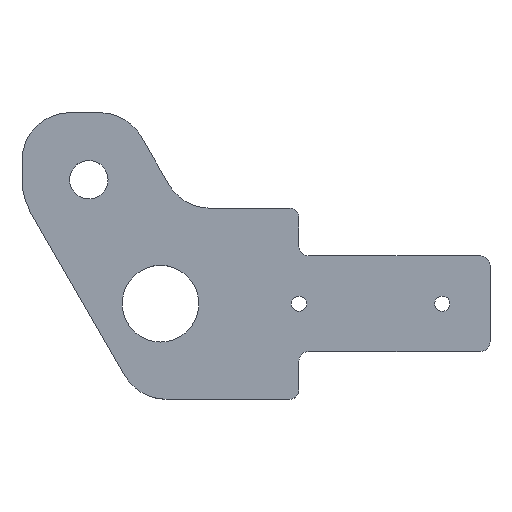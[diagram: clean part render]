
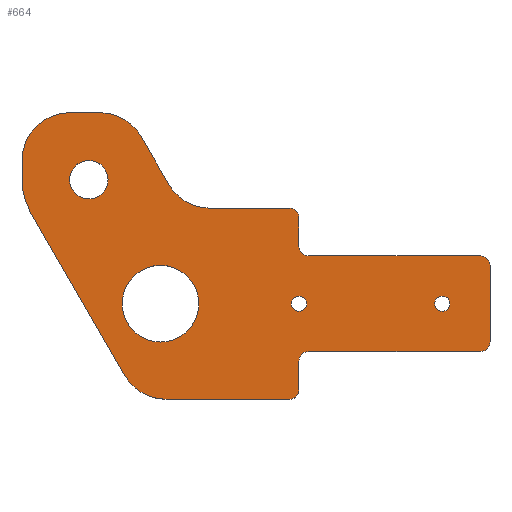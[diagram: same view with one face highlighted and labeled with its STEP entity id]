
A CAD part, top view. The second image highlights one B-rep face of the part: STEP entity #664.
In plain terms, the highlighted planar face has unit normal (0, 0, 1).
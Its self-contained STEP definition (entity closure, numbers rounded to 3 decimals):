
#18=FACE_BOUND('',#96,.T.);
#19=FACE_BOUND('',#97,.T.);
#20=FACE_BOUND('',#98,.T.);
#21=FACE_BOUND('',#99,.T.);
#31=PLANE('',#741);
#55=FACE_OUTER_BOUND('',#95,.T.);
#95=EDGE_LOOP('',(#485,#486,#487,#488,#489,#490,#491,#492,#493,#494,#495,
#496,#497,#498,#499,#500,#501,#502,#503,#504,#505,#506));
#96=EDGE_LOOP('',(#507));
#97=EDGE_LOOP('',(#508));
#98=EDGE_LOOP('',(#509));
#99=EDGE_LOOP('',(#510));
#140=LINE('',#1061,#196);
#142=LINE('',#1070,#198);
#143=LINE('',#1074,#199);
#144=LINE('',#1078,#200);
#145=LINE('',#1082,#201);
#146=LINE('',#1086,#202);
#147=LINE('',#1090,#203);
#148=LINE('',#1094,#204);
#149=LINE('',#1098,#205);
#150=LINE('',#1102,#206);
#151=LINE('',#1105,#207);
#196=VECTOR('',#855,10.);
#198=VECTOR('',#865,10.);
#199=VECTOR('',#868,10.);
#200=VECTOR('',#871,10.);
#201=VECTOR('',#874,10.);
#202=VECTOR('',#877,10.);
#203=VECTOR('',#880,10.);
#204=VECTOR('',#883,10.);
#205=VECTOR('',#886,10.);
#206=VECTOR('',#889,10.);
#207=VECTOR('',#892,10.);
#254=CIRCLE('',#736,10.);
#255=CIRCLE('',#739,10.);
#257=CIRCLE('',#742,10.);
#258=CIRCLE('',#743,14.);
#259=CIRCLE('',#744,10.);
#260=CIRCLE('',#745,2.);
#261=CIRCLE('',#746,2.);
#262=CIRCLE('',#747,2.);
#263=CIRCLE('',#748,2.);
#264=CIRCLE('',#749,2.);
#265=CIRCLE('',#750,2.);
#266=CIRCLE('',#751,8.025);
#267=CIRCLE('',#752,4.025);
#268=CIRCLE('',#753,1.6);
#269=CIRCLE('',#754,1.6);
#297=VERTEX_POINT('',#1051);
#298=VERTEX_POINT('',#1053);
#300=VERTEX_POINT('',#1059);
#301=VERTEX_POINT('',#1063);
#303=VERTEX_POINT('',#1069);
#304=VERTEX_POINT('',#1071);
#305=VERTEX_POINT('',#1073);
#306=VERTEX_POINT('',#1075);
#307=VERTEX_POINT('',#1077);
#308=VERTEX_POINT('',#1079);
#309=VERTEX_POINT('',#1081);
#310=VERTEX_POINT('',#1083);
#311=VERTEX_POINT('',#1085);
#312=VERTEX_POINT('',#1087);
#313=VERTEX_POINT('',#1089);
#314=VERTEX_POINT('',#1091);
#315=VERTEX_POINT('',#1093);
#316=VERTEX_POINT('',#1095);
#317=VERTEX_POINT('',#1097);
#318=VERTEX_POINT('',#1099);
#319=VERTEX_POINT('',#1101);
#320=VERTEX_POINT('',#1103);
#321=VERTEX_POINT('',#1106);
#322=VERTEX_POINT('',#1108);
#323=VERTEX_POINT('',#1110);
#324=VERTEX_POINT('',#1112);
#367=EDGE_CURVE('',#297,#298,#254,.T.);
#371=EDGE_CURVE('',#297,#300,#140,.T.);
#372=EDGE_CURVE('',#301,#300,#255,.T.);
#375=EDGE_CURVE('',#301,#303,#142,.T.);
#376=EDGE_CURVE('',#304,#303,#257,.T.);
#377=EDGE_CURVE('',#304,#305,#143,.T.);
#378=EDGE_CURVE('',#305,#306,#258,.T.);
#379=EDGE_CURVE('',#306,#307,#144,.T.);
#380=EDGE_CURVE('',#308,#307,#259,.T.);
#381=EDGE_CURVE('',#308,#309,#145,.T.);
#382=EDGE_CURVE('',#310,#309,#260,.T.);
#383=EDGE_CURVE('',#310,#311,#146,.T.);
#384=EDGE_CURVE('',#312,#311,#261,.T.);
#385=EDGE_CURVE('',#312,#313,#147,.T.);
#386=EDGE_CURVE('',#314,#313,#262,.T.);
#387=EDGE_CURVE('',#314,#315,#148,.T.);
#388=EDGE_CURVE('',#316,#315,#263,.T.);
#389=EDGE_CURVE('',#316,#317,#149,.T.);
#390=EDGE_CURVE('',#318,#317,#264,.T.);
#391=EDGE_CURVE('',#318,#319,#150,.T.);
#392=EDGE_CURVE('',#320,#319,#265,.T.);
#393=EDGE_CURVE('',#320,#298,#151,.T.);
#394=EDGE_CURVE('',#321,#321,#266,.T.);
#395=EDGE_CURVE('',#322,#322,#267,.T.);
#396=EDGE_CURVE('',#323,#323,#268,.T.);
#397=EDGE_CURVE('',#324,#324,#269,.T.);
#485=ORIENTED_EDGE('',*,*,#372,.F.);
#486=ORIENTED_EDGE('',*,*,#375,.T.);
#487=ORIENTED_EDGE('',*,*,#376,.F.);
#488=ORIENTED_EDGE('',*,*,#377,.T.);
#489=ORIENTED_EDGE('',*,*,#378,.T.);
#490=ORIENTED_EDGE('',*,*,#379,.T.);
#491=ORIENTED_EDGE('',*,*,#380,.F.);
#492=ORIENTED_EDGE('',*,*,#381,.T.);
#493=ORIENTED_EDGE('',*,*,#382,.F.);
#494=ORIENTED_EDGE('',*,*,#383,.T.);
#495=ORIENTED_EDGE('',*,*,#384,.F.);
#496=ORIENTED_EDGE('',*,*,#385,.T.);
#497=ORIENTED_EDGE('',*,*,#386,.F.);
#498=ORIENTED_EDGE('',*,*,#387,.T.);
#499=ORIENTED_EDGE('',*,*,#388,.F.);
#500=ORIENTED_EDGE('',*,*,#389,.T.);
#501=ORIENTED_EDGE('',*,*,#390,.F.);
#502=ORIENTED_EDGE('',*,*,#391,.T.);
#503=ORIENTED_EDGE('',*,*,#392,.F.);
#504=ORIENTED_EDGE('',*,*,#393,.T.);
#505=ORIENTED_EDGE('',*,*,#367,.F.);
#506=ORIENTED_EDGE('',*,*,#371,.T.);
#507=ORIENTED_EDGE('',*,*,#394,.T.);
#508=ORIENTED_EDGE('',*,*,#395,.T.);
#509=ORIENTED_EDGE('',*,*,#396,.T.);
#510=ORIENTED_EDGE('',*,*,#397,.T.);
#664=ADVANCED_FACE('',(#55,#18,#19,#20,#21),#31,.T.);
#736=AXIS2_PLACEMENT_3D('',#1054,#848,#849);
#739=AXIS2_PLACEMENT_3D('',#1064,#858,#859);
#741=AXIS2_PLACEMENT_3D('',#1068,#863,#864);
#742=AXIS2_PLACEMENT_3D('',#1072,#866,#867);
#743=AXIS2_PLACEMENT_3D('',#1076,#869,#870);
#744=AXIS2_PLACEMENT_3D('',#1080,#872,#873);
#745=AXIS2_PLACEMENT_3D('',#1084,#875,#876);
#746=AXIS2_PLACEMENT_3D('',#1088,#878,#879);
#747=AXIS2_PLACEMENT_3D('',#1092,#881,#882);
#748=AXIS2_PLACEMENT_3D('',#1096,#884,#885);
#749=AXIS2_PLACEMENT_3D('',#1100,#887,#888);
#750=AXIS2_PLACEMENT_3D('',#1104,#890,#891);
#751=AXIS2_PLACEMENT_3D('',#1107,#893,#894);
#752=AXIS2_PLACEMENT_3D('',#1109,#895,#896);
#753=AXIS2_PLACEMENT_3D('',#1111,#897,#898);
#754=AXIS2_PLACEMENT_3D('',#1113,#899,#900);
#848=DIRECTION('center_axis',(0.,0.,1.));
#849=DIRECTION('ref_axis',(-0.5,-0.866,0.));
#855=DIRECTION('',(-0.5,0.866,0.));
#858=DIRECTION('center_axis',(0.,0.,-1.));
#859=DIRECTION('ref_axis',(0.5,0.866,0.));
#863=DIRECTION('center_axis',(0.,0.,1.));
#864=DIRECTION('ref_axis',(1.,0.,0.));
#865=DIRECTION('',(-1.,0.,0.));
#866=DIRECTION('center_axis',(0.,0.,-1.));
#867=DIRECTION('ref_axis',(-0.707,0.707,0.));
#868=DIRECTION('',(0.,-1.,0.));
#869=DIRECTION('center_axis',(0.,0.,1.));
#870=DIRECTION('ref_axis',(1.,0.,0.));
#871=DIRECTION('',(0.5,-0.866,0.));
#872=DIRECTION('center_axis',(0.,0.,-1.));
#873=DIRECTION('ref_axis',(-0.5,-0.866,0.));
#874=DIRECTION('',(1.,0.,0.));
#875=DIRECTION('center_axis',(0.,0.,-1.));
#876=DIRECTION('ref_axis',(0.707,-0.707,0.));
#877=DIRECTION('',(0.,1.,0.));
#878=DIRECTION('center_axis',(0.,0.,1.));
#879=DIRECTION('ref_axis',(-0.707,0.707,0.));
#880=DIRECTION('',(1.,0.,0.));
#881=DIRECTION('center_axis',(0.,0.,-1.));
#882=DIRECTION('ref_axis',(0.707,-0.707,0.));
#883=DIRECTION('',(0.,1.,0.));
#884=DIRECTION('center_axis',(0.,0.,-1.));
#885=DIRECTION('ref_axis',(0.707,0.707,0.));
#886=DIRECTION('',(-1.,0.,0.));
#887=DIRECTION('center_axis',(0.,0.,1.));
#888=DIRECTION('ref_axis',(-0.707,-0.707,0.));
#889=DIRECTION('',(0.,1.,0.));
#890=DIRECTION('center_axis',(0.,0.,-1.));
#891=DIRECTION('ref_axis',(0.707,0.707,0.));
#892=DIRECTION('',(-1.,0.,0.));
#893=DIRECTION('center_axis',(0.,0.,-1.));
#894=DIRECTION('ref_axis',(-1.,0.,0.));
#895=DIRECTION('center_axis',(0.,0.,-1.));
#896=DIRECTION('ref_axis',(-1.,0.,0.));
#897=DIRECTION('center_axis',(0.,0.,-1.));
#898=DIRECTION('ref_axis',(1.,0.,0.));
#899=DIRECTION('center_axis',(0.,0.,-1.));
#900=DIRECTION('ref_axis',(1.,0.,0.));
#1051=CARTESIAN_POINT('',(30.732,45.,5.));
#1053=CARTESIAN_POINT('',(39.392,40.,5.));
#1054=CARTESIAN_POINT('Origin',(39.392,50.,5.));
#1059=CARTESIAN_POINT('',(24.959,55.,5.));
#1061=CARTESIAN_POINT('',(41.124,27.,5.));
#1063=CARTESIAN_POINT('',(16.298,60.,5.));
#1064=CARTESIAN_POINT('Origin',(16.298,50.,5.));
#1068=CARTESIAN_POINT('Origin',(49.,30.,5.));
#1069=CARTESIAN_POINT('',(10.,60.,5.));
#1070=CARTESIAN_POINT('',(98.,60.,5.));
#1071=CARTESIAN_POINT('',(0.,50.,5.));
#1072=CARTESIAN_POINT('Origin',(10.,50.,5.));
#1073=CARTESIAN_POINT('',(0.,45.981,5.));
#1074=CARTESIAN_POINT('',(0.,60.,5.));
#1075=CARTESIAN_POINT('',(1.876,38.981,5.));
#1076=CARTESIAN_POINT('Origin',(14.,45.981,5.));
#1077=CARTESIAN_POINT('',(21.494,5.,5.));
#1078=CARTESIAN_POINT('',(-6.218,53.,5.));
#1079=CARTESIAN_POINT('',(30.155,0.,5.));
#1080=CARTESIAN_POINT('Origin',(30.155,10.,5.));
#1081=CARTESIAN_POINT('',(56.,0.,5.));
#1082=CARTESIAN_POINT('',(0.,0.,5.));
#1083=CARTESIAN_POINT('',(58.,2.,5.));
#1084=CARTESIAN_POINT('Origin',(56.,2.,5.));
#1085=CARTESIAN_POINT('',(58.,8.,5.));
#1086=CARTESIAN_POINT('',(58.,0.,5.));
#1087=CARTESIAN_POINT('',(60.,10.,5.));
#1088=CARTESIAN_POINT('Origin',(60.,8.,5.));
#1089=CARTESIAN_POINT('',(96.,10.,5.));
#1090=CARTESIAN_POINT('',(29.,10.,5.));
#1091=CARTESIAN_POINT('',(98.,12.,5.));
#1092=CARTESIAN_POINT('Origin',(96.,12.,5.));
#1093=CARTESIAN_POINT('',(98.,28.,5.));
#1094=CARTESIAN_POINT('',(98.,0.,5.));
#1095=CARTESIAN_POINT('',(96.,30.,5.));
#1096=CARTESIAN_POINT('Origin',(96.,28.,5.));
#1097=CARTESIAN_POINT('',(60.,30.,5.));
#1098=CARTESIAN_POINT('',(98.,30.,5.));
#1099=CARTESIAN_POINT('',(58.,32.,5.));
#1100=CARTESIAN_POINT('Origin',(60.,32.,5.));
#1101=CARTESIAN_POINT('',(58.,38.,5.));
#1102=CARTESIAN_POINT('',(58.,0.,5.));
#1103=CARTESIAN_POINT('',(56.,40.,5.));
#1104=CARTESIAN_POINT('Origin',(56.,38.,5.));
#1105=CARTESIAN_POINT('',(98.,40.,5.));
#1106=CARTESIAN_POINT('',(37.025,20.,5.));
#1107=CARTESIAN_POINT('Origin',(29.,20.,5.));
#1108=CARTESIAN_POINT('',(18.025,45.981,5.));
#1109=CARTESIAN_POINT('Origin',(14.,45.981,5.));
#1110=CARTESIAN_POINT('',(86.4,20.,5.));
#1111=CARTESIAN_POINT('Origin',(88.,20.,5.));
#1112=CARTESIAN_POINT('',(56.4,20.,5.));
#1113=CARTESIAN_POINT('Origin',(58.,20.,5.));
